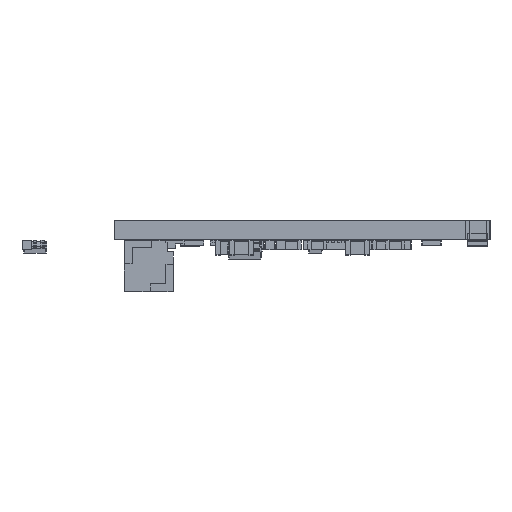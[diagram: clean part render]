
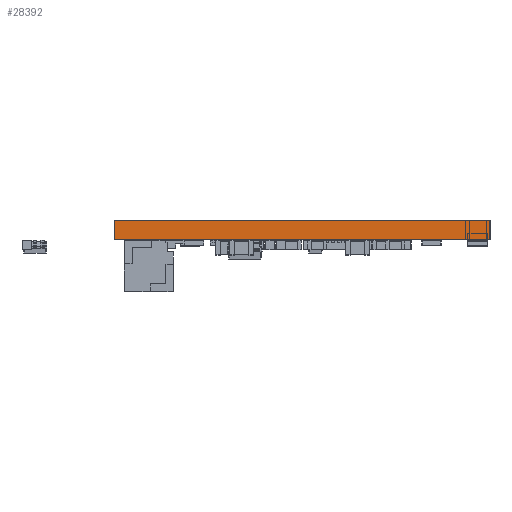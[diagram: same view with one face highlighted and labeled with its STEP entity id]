
A CAD part, left-side view. The second image highlights one B-rep face of the part: STEP entity #28392.
In plain terms, the highlighted planar face has unit normal (-1, 0, 0).
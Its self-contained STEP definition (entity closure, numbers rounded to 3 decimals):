
#28336 = VERTEX_POINT('',#28337);
#28337 = CARTESIAN_POINT('',(123.081,-130.362,1.6));
#28343 = EDGE_CURVE('',#28344,#28336,#28346,.T.);
#28344 = VERTEX_POINT('',#28345);
#28345 = CARTESIAN_POINT('',(123.081,-130.362,0.));
#28346 = LINE('',#28347,#28348);
#28347 = CARTESIAN_POINT('',(123.081,-130.362,0.));
#28348 = VECTOR('',#28349,1.);
#28349 = DIRECTION('',(0.,0.,1.));
#28392 = ADVANCED_FACE('',(#28393),#28418,.T.);
#28393 = FACE_BOUND('',#28394,.T.);
#28394 = EDGE_LOOP('',(#28395,#28396,#28404,#28412));
#28395 = ORIENTED_EDGE('',*,*,#28343,.T.);
#28396 = ORIENTED_EDGE('',*,*,#28397,.T.);
#28397 = EDGE_CURVE('',#28336,#28398,#28400,.T.);
#28398 = VERTEX_POINT('',#28399);
#28399 = CARTESIAN_POINT('',(123.081,-99.239,1.6));
#28400 = LINE('',#28401,#28402);
#28401 = CARTESIAN_POINT('',(123.081,-130.362,1.6));
#28402 = VECTOR('',#28403,1.);
#28403 = DIRECTION('',(0.,1.,0.));
#28404 = ORIENTED_EDGE('',*,*,#28405,.F.);
#28405 = EDGE_CURVE('',#28406,#28398,#28408,.T.);
#28406 = VERTEX_POINT('',#28407);
#28407 = CARTESIAN_POINT('',(123.081,-99.239,0.));
#28408 = LINE('',#28409,#28410);
#28409 = CARTESIAN_POINT('',(123.081,-99.239,0.));
#28410 = VECTOR('',#28411,1.);
#28411 = DIRECTION('',(0.,0.,1.));
#28412 = ORIENTED_EDGE('',*,*,#28413,.F.);
#28413 = EDGE_CURVE('',#28344,#28406,#28414,.T.);
#28414 = LINE('',#28415,#28416);
#28415 = CARTESIAN_POINT('',(123.081,-130.362,0.));
#28416 = VECTOR('',#28417,1.);
#28417 = DIRECTION('',(0.,1.,0.));
#28418 = PLANE('',#28419);
#28419 = AXIS2_PLACEMENT_3D('',#28420,#28421,#28422);
#28420 = CARTESIAN_POINT('',(123.081,-130.362,0.));
#28421 = DIRECTION('',(-1.,0.,0.));
#28422 = DIRECTION('',(0.,1.,0.));
